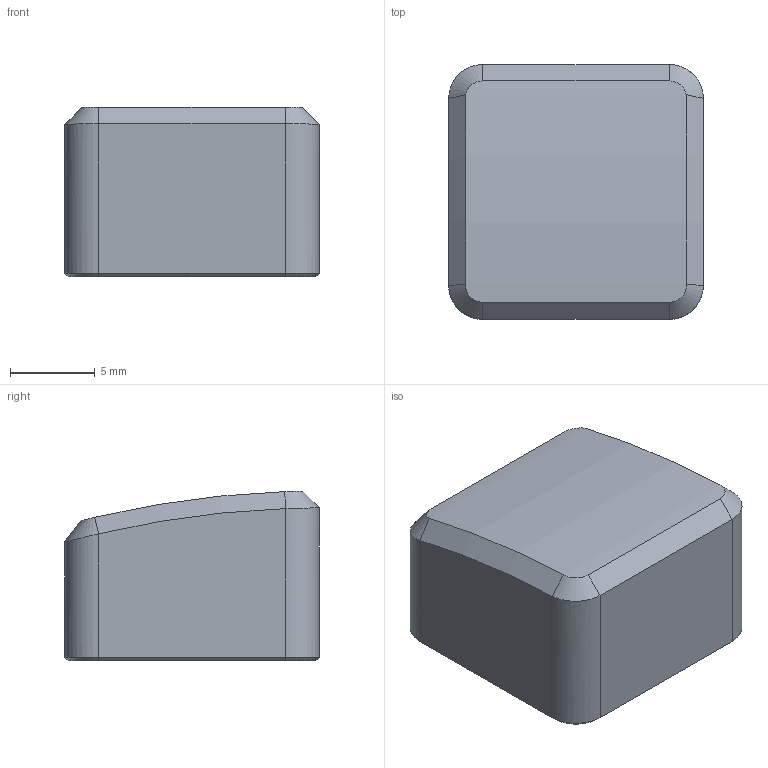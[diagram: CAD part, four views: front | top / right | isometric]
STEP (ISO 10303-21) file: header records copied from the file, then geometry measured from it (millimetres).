
FILE_DESCRIPTION(/* description */ ('STEP AP242','CAx-IF Rec.Pracs.---Representation and Presentation of Product Manufacturing Information (PMI)---4.0---2014-10-13','CAx-IF Rec.Pracs.---3D Tessellated Geometry---0.4---2014-09-14','2;1'),/* implementation_level */ '2;1');
FILE_NAME(/* name */ '67f3cc2087e0410852d84c23',/* time_stamp */ '2025-04-07T12:59:13Z',/* author */ (''),/* organization */ (''),/* preprocessor_version */ 'ST-DEVELOPER v20',/* originating_system */ 'ONSHAPE BY PTC INC, 1.196',/* authorisation */ ' ');
FILE_SCHEMA (('AP242_MANAGED_MODEL_BASED_3D_ENGINEERING_MIM_LF { 1 0 10303 442 1 1 4 }'));
Length unit declared in the file: metre
Products named in the file (1): SwitchCap
Bounding box: 15 x 15 x 9.99 mm (x, y, z)
Volume: 1447.7 mm3; surface area: 1242.8 mm2
Topology: 1 solids, 1 shells, 72 faces, 167 edges, 100 vertices
Faces by surface type: plane 34, cylinder 18, cone 11, torus 5, bspline 4
Full cylindrical faces by diameter (mm): 6 x1
Entity records: 2150 total; most frequent: CARTESIAN_POINT 517, DIRECTION 334, ORIENTED_EDGE 328, EDGE_CURVE 164, AXIS2_PLACEMENT_3D 117, VERTEX_POINT 100, LINE 100, VECTOR 100
